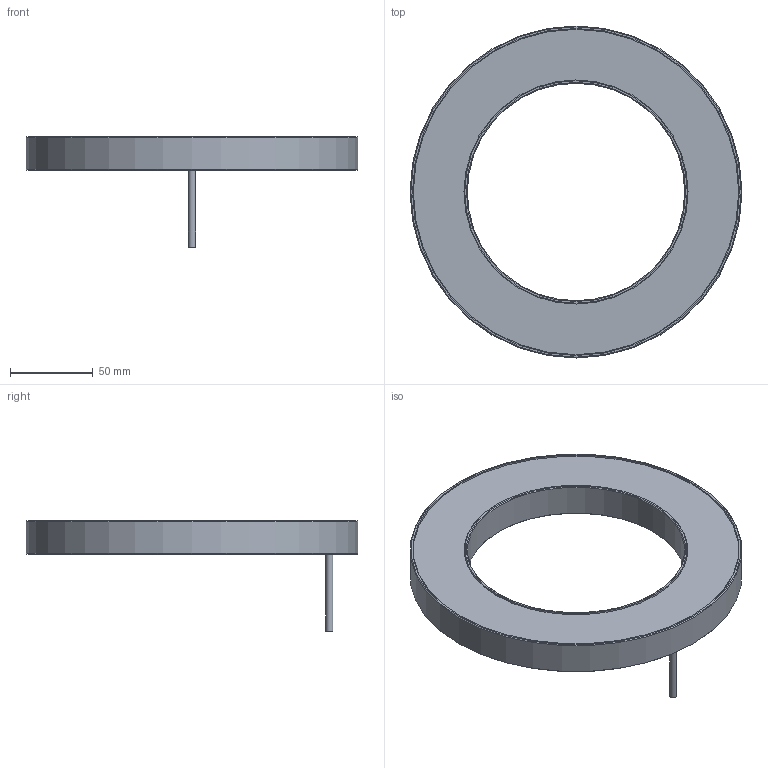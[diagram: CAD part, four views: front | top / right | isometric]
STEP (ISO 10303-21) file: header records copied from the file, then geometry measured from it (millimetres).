
FILE_DESCRIPTION(/* description */ ('DISO X xxx'),/* implementation_level */ '2;1');
FILE_NAME(/* name */ 'BE-R130-F.stp',/* time_stamp */ '2015-07-21T15:13:36+02:00',/* author */ ('lsa'),/* organization */ (''),/* preprocessor_version */ 'ST-DEVELOPER v15.6',/* originating_system */ 'Autodesk Inventor 2015',/* authorisation */ '');
FILE_SCHEMA (('AUTOMOTIVE_DESIGN { 1 0 10303 214 3 1 1 }'));
Length unit declared in the file: millimetre
Products named in the file (1): Bauteil34
Bounding box: 200 x 200 x 66.5 mm (x, y, z)
Volume: 277141.5 mm3; surface area: 93375.4 mm2
Topology: 1 solids, 2 shells, 96 faces, 211 edges, 137 vertices
Faces by surface type: cylinder 61, plane 22, cone 13
Full cylindrical faces by diameter (mm): 1.3 x1, 3.242 x4, 4.3 x1, 4.5 x1, 131 x1, 134 x1, 135 x1, 196 x1, 197 x1, 200 x1
Entity records: 2654 total; most frequent: DIRECTION 504, CARTESIAN_POINT 407, ORIENTED_EDGE 358, AXIS2_PLACEMENT_3D 228, EDGE_CURVE 179, EDGE_LOOP 142, CIRCLE 131, VERTEX_POINT 131
